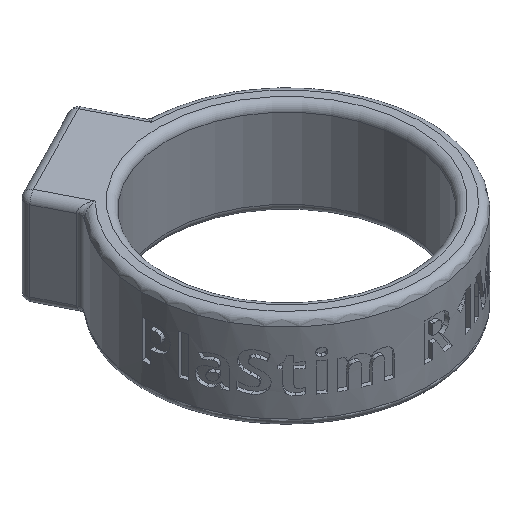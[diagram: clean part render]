
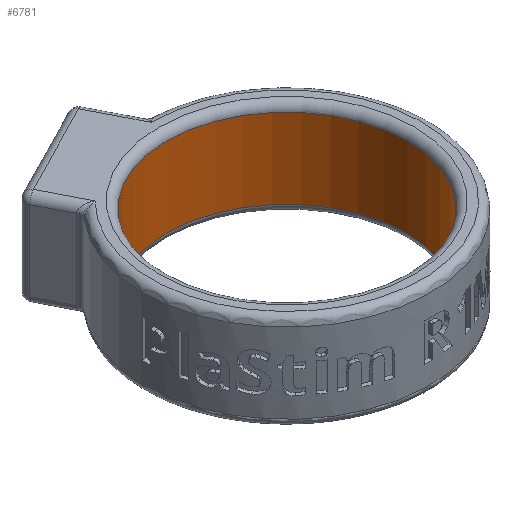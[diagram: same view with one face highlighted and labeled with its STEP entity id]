
A CAD part, isometric view. The second image highlights one B-rep face of the part: STEP entity #6781.
In plain terms, the highlighted cylindrical face has radius 15 mm (diameter 30 mm), a full revolution.
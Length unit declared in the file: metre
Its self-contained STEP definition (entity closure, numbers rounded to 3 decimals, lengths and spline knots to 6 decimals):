
#1404=CIRCLE('',#7242,0.015);
#1405=CIRCLE('',#7244,0.015);
#3416=ORIENTED_EDGE('',*,*,#4441,.T.);
#3417=ORIENTED_EDGE('',*,*,#4445,.F.);
#4441=EDGE_CURVE('',#5114,#5114,#1404,.T.);
#4445=EDGE_CURVE('',#5117,#5117,#1405,.T.);
#5114=VERTEX_POINT('',#12999);
#5117=VERTEX_POINT('',#13007);
#5902=EDGE_LOOP('',(#3416));
#5903=EDGE_LOOP('',(#3417));
#6328=FACE_BOUND('',#5902,.T.);
#6329=FACE_BOUND('',#5903,.T.);
#6403=CYLINDRICAL_SURFACE('',#7245,0.015);
#6781=ADVANCED_FACE('',(#6328,#6329),#6403,.F.);
#7242=AXIS2_PLACEMENT_3D('',#12998,#8539,#8540);
#7244=AXIS2_PLACEMENT_3D('',#13006,#8546,#8547);
#7245=AXIS2_PLACEMENT_3D('',#13008,#8548,#8549);
#8539=DIRECTION('',(0.,0.,1.));
#8540=DIRECTION('',(1.,0.,0.));
#8546=DIRECTION('',(0.,0.,1.));
#8547=DIRECTION('',(1.,0.,0.));
#8548=DIRECTION('',(0.,0.,-1.));
#8549=DIRECTION('',(-1.,0.,0.));
#12998=CARTESIAN_POINT('',(0.,0.,0.005));
#12999=CARTESIAN_POINT('',(0.015,0.,0.005));
#13006=CARTESIAN_POINT('',(0.,0.,-0.005));
#13007=CARTESIAN_POINT('',(0.015,0.,-0.005));
#13008=CARTESIAN_POINT('',(0.,0.,0.005));
